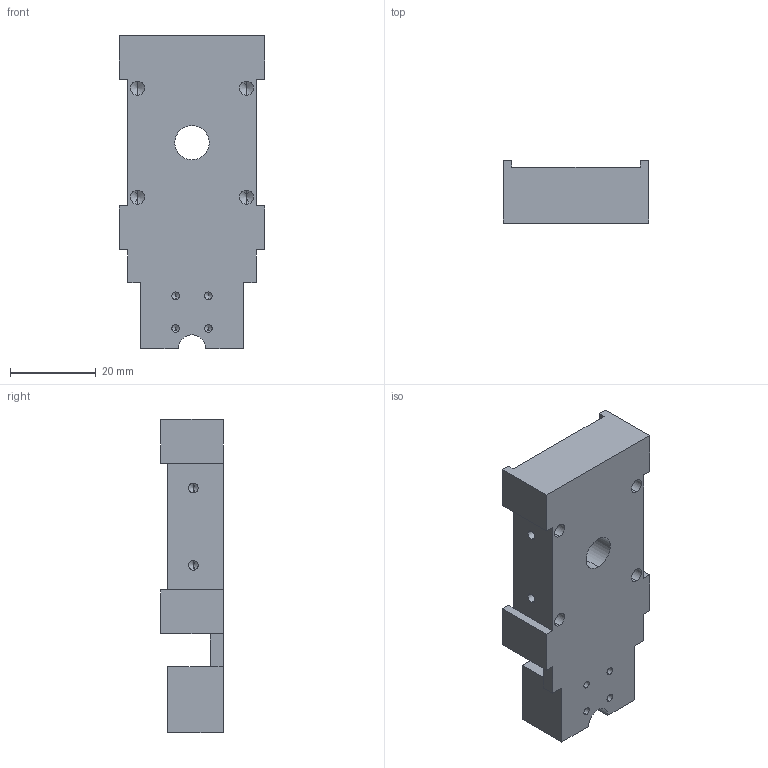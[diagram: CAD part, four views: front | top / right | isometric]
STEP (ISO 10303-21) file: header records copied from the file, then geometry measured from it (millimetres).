
FILE_DESCRIPTION (( 'STEP AP214' ), '1' );
FILE_NAME ('potetntial_mount_design02.STEP', '2023-05-09T01:23:51', ( '' ), ( '' ), 'SwSTEP 2.0', 'SolidWorks 2021', '' );
FILE_SCHEMA (( 'AUTOMOTIVE_DESIGN' ));
Length unit declared in the file: millimetre
Products named in the file (1): potetntial_mount_design02
Bounding box: 34 x 14.6 x 73 mm (x, y, z)
Volume: 24570.3 mm3; surface area: 9142.1 mm2
Topology: 1 solids, 1 shells, 144 faces, 369 edges, 204 vertices
Faces by surface type: cylinder 58, cone 48, plane 38
Entity records: 4547 total; most frequent: DIRECTION 727, CARTESIAN_POINT 670, ORIENTED_EDGE 642, EDGE_CURVE 321, AXIS2_PLACEMENT_3D 261, LINE 205, VECTOR 205, VERTEX_POINT 204
